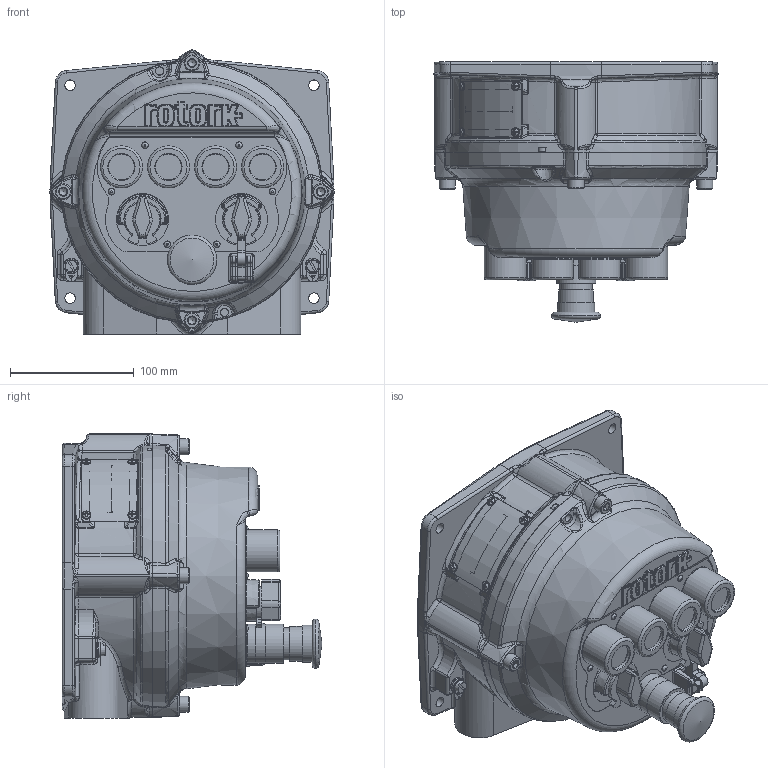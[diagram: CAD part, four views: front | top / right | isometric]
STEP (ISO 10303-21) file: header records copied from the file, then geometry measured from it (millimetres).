
FILE_DESCRIPTION(/* description */ ('Unknown'),/* implementation_level */ '2;1');
FILE_NAME(/* name */ '456',/* time_stamp */ '2020-02-25T15:04:04+06:00',/* author */ ('Unknown'),/* organization */ ('Unknown'),/* preprocessor_version */ 'ST-DEVELOPER v16.7',/* originating_system */ 'DEX',/* authorisation */ $);
FILE_SCHEMA (('AUTOMOTIVE_DESIGN {1 0 10303 214 3 1 1}'));
Length unit declared in the file: millimetre
Products named in the file (1): 456
Bounding box: 229.44 x 210 x 229.5 mm (x, y, z)
Volume: 982.7 mm3; surface area: 327249.9 mm2
Topology: 5 solids, 69 shells, 1567 faces, 4771 edges, 2997 vertices
Faces by surface type: cylinder 429, plane 407, bspline 397, torus 149, cone 100, sphere 85
Full cylindrical faces by diameter (mm): 2 x2, 3 x4, 3.571 x2, 4 x2, 5.35 x6, 6 x2, 6.647 x2, 7 x4, 8 x4, 8.5 x6, 13 x4, 21 x4, 22.835 x8, 26 x1, 26.1 x1, 28 x1, 30 x1, 31.8 x2, 32 x1, 34 x6, 42 x2
Entity records: 67152 total; most frequent: CARTESIAN_POINT 21674, ORIENTED_EDGE 7682, DIRECTION 7291, EDGE_CURVE 4476, AXIS2_PLACEMENT_3D 3034, VERTEX_POINT 2955, FACE_BOUND 1812, EDGE_LOOP 1806
